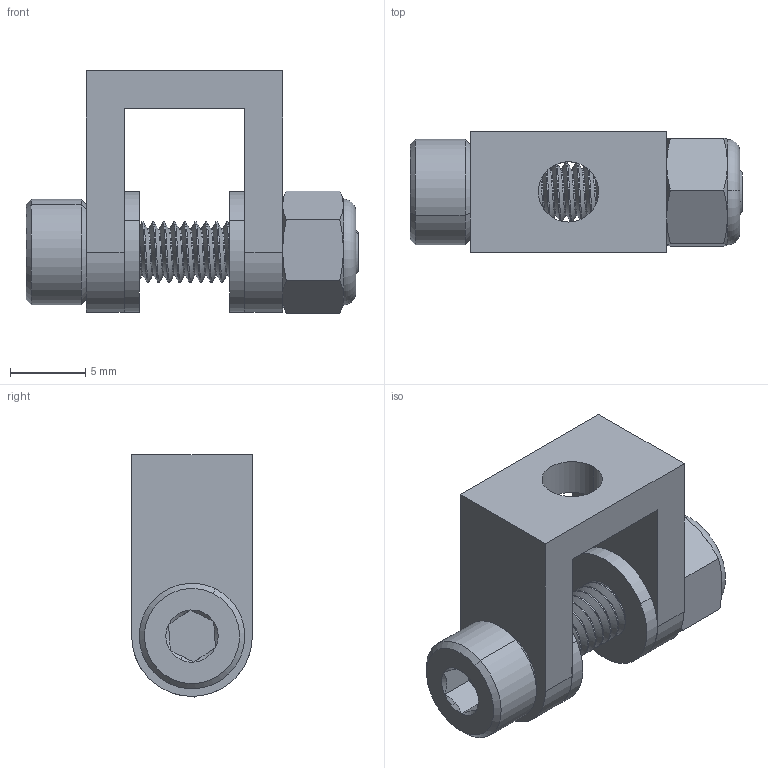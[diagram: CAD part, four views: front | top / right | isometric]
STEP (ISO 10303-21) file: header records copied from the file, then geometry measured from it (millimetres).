
FILE_DESCRIPTION (( 'STEP AP203' ), '1' );
FILE_NAME ('2901-0001-0001 assembly.STEP', '2018-05-11T14:12:32', ( '' ), ( '' ), 'SwSTEP 2.0', 'SolidWorks 2016', '' );
FILE_SCHEMA (( 'CONFIG_CONTROL_DESIGN' ));
Length unit declared in the file: inch
Products named in the file (5): 2800-0004-0018_90128A207; 2901-0001-0001; 2901-0001-0001 assembly; 2812-0004-0007_90576A103; 2801-0004-0008_91166A230
Assembly tree (5 placements, depth 2):
  2901-0001-0001 assembly
    2901-0001-0001
    2801-0004-0008_91166A230  x2
    2800-0004-0018_90128A207
    2812-0004-0007_90576A103
Bounding box: 22 x 8 x 16.04 mm (x, y, z)
Volume: 1204 mm3; surface area: 1950.6 mm2
Topology: 5 solids, 5 shells, 230 faces, 610 edges, 394 vertices
Faces by surface type: cylinder 155, plane 35, cone 30, torus 6, bspline 4
Entity records: 12388 total; most frequent: CARTESIAN_POINT 7004, ORIENTED_EDGE 1196, DIRECTION 859, EDGE_CURVE 598, VERTEX_POINT 386, AXIS2_PLACEMENT_3D 333, EDGE_LOOP 240, FACE_OUTER_BOUND 224
